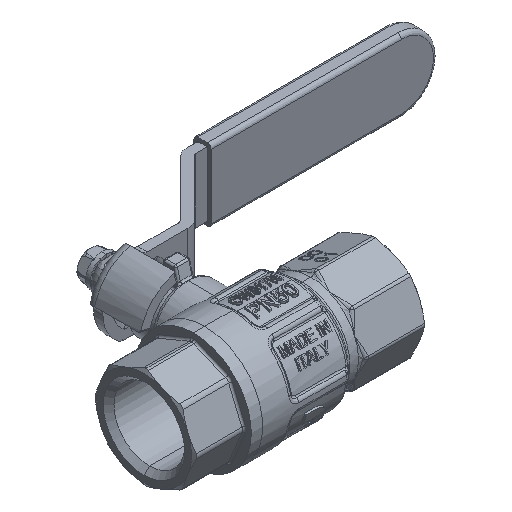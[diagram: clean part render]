
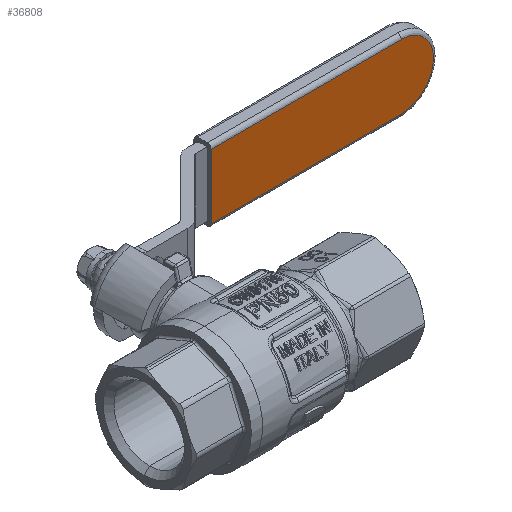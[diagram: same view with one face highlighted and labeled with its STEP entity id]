
A CAD part, isometric view. The second image highlights one B-rep face of the part: STEP entity #36808.
In plain terms, the highlighted planar face has unit normal (0, -1, 0).
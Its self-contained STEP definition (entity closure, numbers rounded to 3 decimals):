
#90 = CARTESIAN_POINT ( 'NONE',  ( 91.707, 46.3, 2.202 ) ) ;
#240 = CARTESIAN_POINT ( 'NONE',  ( 86.244, 46.3, 8.064 ) ) ;
#1213 = CARTESIAN_POINT ( 'NONE',  ( 80.045, 46.3, -8.5 ) ) ;
#2416 = CARTESIAN_POINT ( 'NONE',  ( 33.45, 46.3, 8.5 ) ) ;
#3378 = CARTESIAN_POINT ( 'NONE',  ( 84.896, 46.3, -8.389 ) ) ;
#3529 = CARTESIAN_POINT ( 'NONE',  ( 91.12, 46.3, -3.756 ) ) ;
#3681 = CARTESIAN_POINT ( 'NONE',  ( 91.449, 46.3, 2.998 ) ) ;
#3850 = CARTESIAN_POINT ( 'NONE',  ( 84.614, 46.3, 8.445 ) ) ;
#4818 = CARTESIAN_POINT ( 'NONE',  ( 82.348, 46.3, -8.5 ) ) ;
#5328 = VERTEX_POINT ( 'NONE', #17462 ) ;
#5415 = VERTEX_POINT ( 'NONE', #28626 ) ;
#6946 = CARTESIAN_POINT ( 'NONE',  ( 86.245, 46.3, -8.064 ) ) ;
#7111 = CARTESIAN_POINT ( 'NONE',  ( 91.561, 46.3, -2.726 ) ) ;
#7263 = CARTESIAN_POINT ( 'NONE',  ( 90.871, 46.3, 4.255 ) ) ;
#7413 = CARTESIAN_POINT ( 'NONE',  ( 83.5, 46.3, 8.5 ) ) ;
#8244 = CARTESIAN_POINT ( 'NONE',  ( 35.45, 46.3, -8.5 ) ) ;
#10230 = DIRECTION ( 'NONE',  ( 0., -1., 0. ) ) ;
#10530 = CARTESIAN_POINT ( 'NONE',  ( 87.769, 46.3, -7.371 ) ) ;
#10670 = CARTESIAN_POINT ( 'NONE',  ( 91.888, 46.3, -1.381 ) ) ;
#10818 = CARTESIAN_POINT ( 'NONE',  ( 89.9, 46.3, 5.621 ) ) ;
#11809 = CARTESIAN_POINT ( 'NONE',  ( 40.783, 46.3, -8.5 ) ) ;
#12448 = ORIENTED_EDGE ( 'NONE', *, *, #24784, .F. ) ;
#14116 = CARTESIAN_POINT ( 'NONE',  ( 89.118, 46.3, -6.403 ) ) ;
#14273 = CARTESIAN_POINT ( 'NONE',  ( 91.986, 46.3, -0.549 ) ) ;
#14437 = CARTESIAN_POINT ( 'NONE',  ( 89.108, 46.3, 6.393 ) ) ;
#15388 = CARTESIAN_POINT ( 'NONE',  ( 54.117, 46.3, -8.5 ) ) ;
#17462 = CARTESIAN_POINT ( 'NONE',  ( 83.5, 46.3, 8.5 ) ) ;
#17684 = CARTESIAN_POINT ( 'NONE',  ( 89.899, 46.3, -5.601 ) ) ;
#17712 = FACE_OUTER_BOUND ( 'NONE', #45285, .T. ) ;
#17825 = CARTESIAN_POINT ( 'NONE',  ( 91.999, 46.3, 0.563 ) ) ;
#17968 = CARTESIAN_POINT ( 'NONE',  ( 88.452, 46.3, 6.914 ) ) ;
#18192 = VECTOR ( 'NONE', #34493, 1000. ) ;
#18942 = CARTESIAN_POINT ( 'NONE',  ( 75.45, 46.3, -8.5 ) ) ;
#19672 = B_SPLINE_CURVE_WITH_KNOTS ( 'NONE', 3,
 ( #31516, #42335, #45845, #24660, #3378, #28247, #6946, #31821, #10530, #35346, #14116, #38920, #17684, #42471, #21251, #46005, #24814, #3529, #28399, #7111, #31970, #10670, #35519, #14273, #39066, #17825, #42635, #21399, #90, #24974, #3681, #28537, #7263, #32120, #10818, #35663, #14437, #39224, #17968, #42782, #21573, #240, #25120, #3850, #28697, #7413 ),
 .UNSPECIFIED., .F., .F.,
 ( 4, 2, 2, 2, 2, 2, 2, 2, 2, 2, 2, 2, 2, 2, 2, 2, 2, 2, 2, 2, 2, 2, 4 ),
 ( 0., 0.001, 0.002, 0.003, 0.005, 0.007, 0.008, 0.008, 0.009, 0.01, 0.012, 0.013, 0.013, 0.015, 0.016, 0.017, 0.018, 0.02, 0.021, 0.022, 0.024, 0.025, 0.027 ),
 .UNSPECIFIED. ) ;
#20144 = CARTESIAN_POINT ( 'NONE',  ( 66.484, 46.3, 8.5 ) ) ;
#20902 = B_SPLINE_CURVE_WITH_KNOTS ( 'NONE', 3,
 ( #34247, #30712, #41372, #20144, #44907, #23711, #2416 ),
 .UNSPECIFIED., .F., .F.,
 ( 4, 3, 4 ),
 ( 0., 0.017, 0.05 ),
 .UNSPECIFIED. ) ;
#21251 = CARTESIAN_POINT ( 'NONE',  ( 90.413, 46.3, -4.946 ) ) ;
#21399 = CARTESIAN_POINT ( 'NONE',  ( 91.776, 46.3, 1.93 ) ) ;
#21573 = CARTESIAN_POINT ( 'NONE',  ( 87.269, 46.3, 7.639 ) ) ;
#22526 = CARTESIAN_POINT ( 'NONE',  ( 78.513, 46.3, -8.5 ) ) ;
#23549 = B_SPLINE_CURVE_WITH_KNOTS ( 'NONE', 3,
 ( #25952, #43583, #29544, #8244, #33073, #11809, #36640, #15388, #40182, #18942, #43749, #22526, #1213, #26112, #4818, #29687 ),
 .UNSPECIFIED., .F., .F.,
 ( 4, 3, 3, 3, 3, 4 ),
 ( 0., 0.002, 0.01, 0.042, 0.047, 0.05 ),
 .UNSPECIFIED. ) ;
#23711 = CARTESIAN_POINT ( 'NONE',  ( 44.461, 46.3, 8.5 ) ) ;
#24100 = CARTESIAN_POINT ( 'NONE',  ( 33.45, 46.3, 8.5 ) ) ;
#24660 = CARTESIAN_POINT ( 'NONE',  ( 84.618, 46.3, -8.431 ) ) ;
#24784 = EDGE_CURVE ( 'NONE', #30123, #45729, #35482, .T. ) ;
#24814 = CARTESIAN_POINT ( 'NONE',  ( 90.86, 46.3, -4.246 ) ) ;
#24974 = CARTESIAN_POINT ( 'NONE',  ( 91.543, 46.3, 2.736 ) ) ;
#25003 = ORIENTED_EDGE ( 'NONE', *, *, #25268, .T. ) ;
#25058 = EDGE_CURVE ( 'NONE', #30123, #5415, #23549, .T. ) ;
#25120 = CARTESIAN_POINT ( 'NONE',  ( 85.703, 46.3, 8.228 ) ) ;
#25268 = EDGE_CURVE ( 'NONE', #5415, #5328, #19672, .T. ) ;
#25494 = EDGE_CURVE ( 'NONE', #5328, #45729, #20902, .T. ) ;
#25865 = ORIENTED_EDGE ( 'NONE', *, *, #25494, .T. ) ;
#25952 = CARTESIAN_POINT ( 'NONE',  ( 33.45, 46.3, -8.5 ) ) ;
#26112 = CARTESIAN_POINT ( 'NONE',  ( 81.196, 46.3, -8.5 ) ) ;
#28247 = CARTESIAN_POINT ( 'NONE',  ( 85.715, 46.3, -8.225 ) ) ;
#28399 = CARTESIAN_POINT ( 'NONE',  ( 91.24, 46.3, -3.502 ) ) ;
#28537 = CARTESIAN_POINT ( 'NONE',  ( 91.13, 46.3, 3.765 ) ) ;
#28626 = CARTESIAN_POINT ( 'NONE',  ( 83.5, 46.3, -8.5 ) ) ;
#28697 = CARTESIAN_POINT ( 'NONE',  ( 84.061, 46.3, 8.5 ) ) ;
#29544 = CARTESIAN_POINT ( 'NONE',  ( 34.783, 46.3, -8.5 ) ) ;
#29687 = CARTESIAN_POINT ( 'NONE',  ( 83.5, 46.3, -8.5 ) ) ;
#30123 = VERTEX_POINT ( 'NONE', #45250 ) ;
#30712 = CARTESIAN_POINT ( 'NONE',  ( 77.828, 46.3, 8.5 ) ) ;
#30960 = CARTESIAN_POINT ( 'NONE',  ( 33.45, 46.3, 0. ) ) ;
#31516 = CARTESIAN_POINT ( 'NONE',  ( 83.5, 46.3, -8.5 ) ) ;
#31538 = PLANE ( 'NONE',  #36364 ) ;
#31821 = CARTESIAN_POINT ( 'NONE',  ( 87.27, 46.3, -7.638 ) ) ;
#31970 = CARTESIAN_POINT ( 'NONE',  ( 91.722, 46.3, -2.196 ) ) ;
#32120 = CARTESIAN_POINT ( 'NONE',  ( 90.252, 46.3, 5.189 ) ) ;
#33073 = CARTESIAN_POINT ( 'NONE',  ( 38.117, 46.3, -8.5 ) ) ;
#34247 = CARTESIAN_POINT ( 'NONE',  ( 83.5, 46.3, 8.5 ) ) ;
#34493 = DIRECTION ( 'NONE',  ( 0., 0., 1. ) ) ;
#35067 = DIRECTION ( 'NONE',  ( 0., 0., -1. ) ) ;
#35346 = CARTESIAN_POINT ( 'NONE',  ( 88.69, 46.3, -6.754 ) ) ;
#35482 = LINE ( 'NONE', #30960, #18192 ) ;
#35519 = CARTESIAN_POINT ( 'NONE',  ( 91.93, 46.3, -1.106 ) ) ;
#35663 = CARTESIAN_POINT ( 'NONE',  ( 89.314, 46.3, 6.207 ) ) ;
#36364 = AXIS2_PLACEMENT_3D ( 'NONE', #42058, #10230, #35067 ) ;
#36640 = CARTESIAN_POINT ( 'NONE',  ( 43.45, 46.3, -8.5 ) ) ;
#36808 = ADVANCED_FACE ( 'NONE', ( #17712 ), #31538, .T. ) ;
#38920 = CARTESIAN_POINT ( 'NONE',  ( 89.71, 46.3, -5.81 ) ) ;
#39066 = CARTESIAN_POINT ( 'NONE',  ( 92., 46.3, -0.269 ) ) ;
#39224 = CARTESIAN_POINT ( 'NONE',  ( 88.678, 46.3, 6.746 ) ) ;
#40182 = CARTESIAN_POINT ( 'NONE',  ( 64.783, 46.3, -8.5 ) ) ;
#40348 = ORIENTED_EDGE ( 'NONE', *, *, #25058, .T. ) ;
#41372 = CARTESIAN_POINT ( 'NONE',  ( 72.156, 46.3, 8.5 ) ) ;
#42058 = CARTESIAN_POINT ( 'NONE',  ( 83.5, 46.3, 0. ) ) ;
#42335 = CARTESIAN_POINT ( 'NONE',  ( 83.781, 46.3, -8.5 ) ) ;
#42471 = CARTESIAN_POINT ( 'NONE',  ( 90.25, 46.3, -5.169 ) ) ;
#42635 = CARTESIAN_POINT ( 'NONE',  ( 91.942, 46.3, 1.113 ) ) ;
#42782 = CARTESIAN_POINT ( 'NONE',  ( 87.757, 46.3, 7.378 ) ) ;
#43583 = CARTESIAN_POINT ( 'NONE',  ( 34.117, 46.3, -8.5 ) ) ;
#43749 = CARTESIAN_POINT ( 'NONE',  ( 76.982, 46.3, -8.5 ) ) ;
#44907 = CARTESIAN_POINT ( 'NONE',  ( 55.473, 46.3, 8.5 ) ) ;
#45250 = CARTESIAN_POINT ( 'NONE',  ( 33.45, 46.3, -8.5 ) ) ;
#45285 = EDGE_LOOP ( 'NONE', ( #12448, #40348, #25003, #25865 ) ) ;
#45729 = VERTEX_POINT ( 'NONE', #24100 ) ;
#45845 = CARTESIAN_POINT ( 'NONE',  ( 84.06, 46.3, -8.486 ) ) ;
#46005 = CARTESIAN_POINT ( 'NONE',  ( 90.719, 46.3, -4.485 ) ) ;
